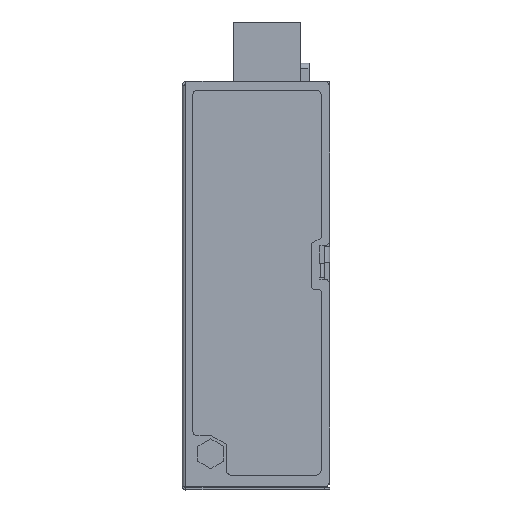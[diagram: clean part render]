
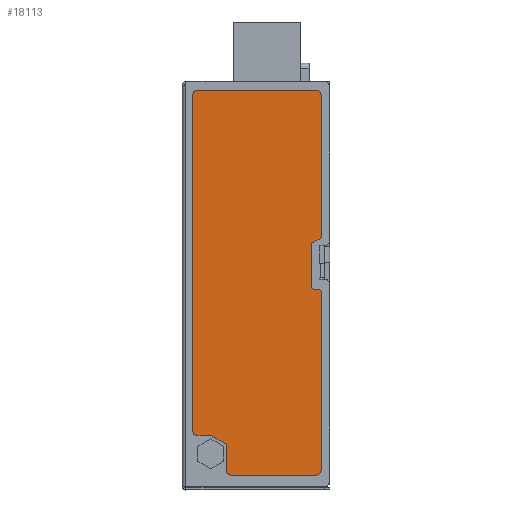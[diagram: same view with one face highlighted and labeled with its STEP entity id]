
A CAD part, left-side view. The second image highlights one B-rep face of the part: STEP entity #18113.
In plain terms, the highlighted planar face has unit normal (1, 0, 0).
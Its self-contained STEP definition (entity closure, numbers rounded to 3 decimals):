
#531=PLANE('',#20429);
#1164=FACE_OUTER_BOUND('',#1829,.T.);
#1829=EDGE_LOOP('',(#16682,#16683,#16684,#16685,#16686,#16687,#16688,#16689,
#16690,#16691,#16692,#16693,#16694,#16695,#16696,#16697,#16698,#16699));
#4351=LINE('',#31812,#6957);
#4352=LINE('',#31816,#6958);
#4353=LINE('',#31818,#6959);
#4354=LINE('',#31820,#6960);
#4355=LINE('',#31824,#6961);
#4356=LINE('',#31828,#6962);
#4357=LINE('',#31832,#6963);
#4358=LINE('',#31836,#6964);
#4359=LINE('',#31838,#6965);
#4360=LINE('',#31840,#6966);
#4361=LINE('',#31844,#6967);
#6957=VECTOR('',#25091,22.833);
#6958=VECTOR('',#25094,27.553);
#6959=VECTOR('',#25095,2.127);
#6960=VECTOR('',#25096,8.395);
#6961=VECTOR('',#25099,0.816);
#6962=VECTOR('',#25102,34.408);
#6963=VECTOR('',#25105,16.362);
#6964=VECTOR('',#25108,4.978);
#6965=VECTOR('',#25109,3.214);
#6966=VECTOR('',#25110,2.687);
#6967=VECTOR('',#25113,64.878);
#7532=CIRCLE('',#20430,1.);
#7533=CIRCLE('',#20431,0.5);
#7534=CIRCLE('',#20432,0.5);
#7535=CIRCLE('',#20433,1.);
#7536=CIRCLE('',#20434,1.);
#7537=CIRCLE('',#20435,1.);
#7538=CIRCLE('',#20436,1.);
#10512=VERTEX_POINT('',#31810);
#10513=VERTEX_POINT('',#31811);
#10514=VERTEX_POINT('',#31813);
#10515=VERTEX_POINT('',#31815);
#10516=VERTEX_POINT('',#31817);
#10517=VERTEX_POINT('',#31819);
#10518=VERTEX_POINT('',#31821);
#10519=VERTEX_POINT('',#31823);
#10520=VERTEX_POINT('',#31825);
#10521=VERTEX_POINT('',#31827);
#10522=VERTEX_POINT('',#31829);
#10523=VERTEX_POINT('',#31831);
#10524=VERTEX_POINT('',#31833);
#10525=VERTEX_POINT('',#31835);
#10526=VERTEX_POINT('',#31837);
#10527=VERTEX_POINT('',#31839);
#10528=VERTEX_POINT('',#31841);
#10529=VERTEX_POINT('',#31843);
#13597=EDGE_CURVE('',#10512,#10513,#4351,.T.);
#13598=EDGE_CURVE('',#10513,#10514,#7532,.T.);
#13599=EDGE_CURVE('',#10514,#10515,#4352,.T.);
#13600=EDGE_CURVE('',#10515,#10516,#4353,.T.);
#13601=EDGE_CURVE('',#10516,#10517,#4354,.T.);
#13602=EDGE_CURVE('',#10517,#10518,#7533,.T.);
#13603=EDGE_CURVE('',#10518,#10519,#4355,.T.);
#13604=EDGE_CURVE('',#10519,#10520,#7534,.T.);
#13605=EDGE_CURVE('',#10520,#10521,#4356,.T.);
#13606=EDGE_CURVE('',#10521,#10522,#7535,.T.);
#13607=EDGE_CURVE('',#10522,#10523,#4357,.T.);
#13608=EDGE_CURVE('',#10523,#10524,#7536,.T.);
#13609=EDGE_CURVE('',#10524,#10525,#4358,.T.);
#13610=EDGE_CURVE('',#10525,#10526,#4359,.T.);
#13611=EDGE_CURVE('',#10526,#10527,#4360,.T.);
#13612=EDGE_CURVE('',#10527,#10528,#7537,.T.);
#13613=EDGE_CURVE('',#10528,#10529,#4361,.T.);
#13614=EDGE_CURVE('',#10529,#10512,#7538,.T.);
#16682=ORIENTED_EDGE('',*,*,#13597,.T.);
#16683=ORIENTED_EDGE('',*,*,#13598,.T.);
#16684=ORIENTED_EDGE('',*,*,#13599,.T.);
#16685=ORIENTED_EDGE('',*,*,#13600,.T.);
#16686=ORIENTED_EDGE('',*,*,#13601,.T.);
#16687=ORIENTED_EDGE('',*,*,#13602,.T.);
#16688=ORIENTED_EDGE('',*,*,#13603,.T.);
#16689=ORIENTED_EDGE('',*,*,#13604,.T.);
#16690=ORIENTED_EDGE('',*,*,#13605,.T.);
#16691=ORIENTED_EDGE('',*,*,#13606,.T.);
#16692=ORIENTED_EDGE('',*,*,#13607,.T.);
#16693=ORIENTED_EDGE('',*,*,#13608,.T.);
#16694=ORIENTED_EDGE('',*,*,#13609,.T.);
#16695=ORIENTED_EDGE('',*,*,#13610,.T.);
#16696=ORIENTED_EDGE('',*,*,#13611,.T.);
#16697=ORIENTED_EDGE('',*,*,#13612,.T.);
#16698=ORIENTED_EDGE('',*,*,#13613,.T.);
#16699=ORIENTED_EDGE('',*,*,#13614,.T.);
#18113=ADVANCED_FACE('',(#1164),#531,.T.);
#20429=AXIS2_PLACEMENT_3D('',#31809,#25089,#25090);
#20430=AXIS2_PLACEMENT_3D('',#31814,#25092,#25093);
#20431=AXIS2_PLACEMENT_3D('',#31822,#25097,#25098);
#20432=AXIS2_PLACEMENT_3D('',#31826,#25100,#25101);
#20433=AXIS2_PLACEMENT_3D('',#31830,#25103,#25104);
#20434=AXIS2_PLACEMENT_3D('',#31834,#25106,#25107);
#20435=AXIS2_PLACEMENT_3D('',#31842,#25111,#25112);
#20436=AXIS2_PLACEMENT_3D('',#31845,#25114,#25115);
#25089=DIRECTION('center_axis',(1.,0.,0.));
#25090=DIRECTION('ref_axis',(0.,0.,-1.));
#25091=DIRECTION('',(0.,-1.,0.));
#25092=DIRECTION('center_axis',(1.,0.,0.));
#25093=DIRECTION('ref_axis',(0.,0.,
1.));
#25094=DIRECTION('',(0.,0.,-1.));
#25095=DIRECTION('',(0.,0.854,-0.521));
#25096=DIRECTION('',(0.,0.,-1.));
#25097=DIRECTION('center_axis',(-1.,0.,0.));
#25098=DIRECTION('ref_axis',(0.,1.,0.));
#25099=DIRECTION('',(0.,-1.,0.));
#25100=DIRECTION('center_axis',(1.,0.,0.));
#25101=DIRECTION('ref_axis',(0.,0.,
1.));
#25102=DIRECTION('',(0.,0.,-1.));
#25103=DIRECTION('center_axis',(1.,0.,0.));
#25104=DIRECTION('ref_axis',(0.,-1.,0.));
#25105=DIRECTION('',(0.,1.,0.));
#25106=DIRECTION('center_axis',(1.,0.,0.));
#25107=DIRECTION('ref_axis',(0.,0.,
-1.));
#25108=DIRECTION('',(0.,0.,1.));
#25109=DIRECTION('',(0.,0.866,0.5));
#25110=DIRECTION('',(0.,1.,0.));
#25111=DIRECTION('center_axis',(1.,0.,0.));
#25112=DIRECTION('ref_axis',(0.,0.,
-1.));
#25113=DIRECTION('',(0.,0.,1.));
#25114=DIRECTION('center_axis',(1.,0.,0.));
#25115=DIRECTION('ref_axis',(0.,1.,0.));
#31809=CARTESIAN_POINT('Origin',(0.,1.65,-38.896));
#31810=CARTESIAN_POINT('',(0.,25.483,-1.664));
#31811=CARTESIAN_POINT('',(0.,2.65,-1.664));
#31812=CARTESIAN_POINT('',(0.,25.483,-1.664));
#31813=CARTESIAN_POINT('',(0.,1.65,-2.664));
#31814=CARTESIAN_POINT('Origin',(0.,2.65,
-2.664));
#31815=CARTESIAN_POINT('',(0.,1.65,-30.218));
#31816=CARTESIAN_POINT('',(0.,1.65,-2.664));
#31817=CARTESIAN_POINT('',(0.,3.465,-31.325));
#31818=CARTESIAN_POINT('',(0.,1.65,-30.218));
#31819=CARTESIAN_POINT('',(0.,3.465,-39.72));
#31820=CARTESIAN_POINT('',(0.,3.465,-31.325));
#31821=CARTESIAN_POINT('',(0.,2.965,-40.22));
#31822=CARTESIAN_POINT('Origin',(0.,2.965,
-39.72));
#31823=CARTESIAN_POINT('',(0.,2.15,-40.22));
#31824=CARTESIAN_POINT('',(0.,2.965,-40.22));
#31825=CARTESIAN_POINT('',(0.,1.65,-40.72));
#31826=CARTESIAN_POINT('Origin',(0.,2.15,
-40.72));
#31827=CARTESIAN_POINT('',(0.,1.65,-75.128));
#31828=CARTESIAN_POINT('',(0.,1.65,-40.72));
#31829=CARTESIAN_POINT('',(0.,2.65,-76.128));
#31830=CARTESIAN_POINT('Origin',(0.,2.65,
-75.128));
#31831=CARTESIAN_POINT('',(0.,19.012,-76.128));
#31832=CARTESIAN_POINT('',(0.,2.65,-76.128));
#31833=CARTESIAN_POINT('',(0.,20.012,-75.128));
#31834=CARTESIAN_POINT('Origin',(0.,19.012,-75.128));
#31835=CARTESIAN_POINT('',(0.,20.012,-70.15));
#31836=CARTESIAN_POINT('',(0.,20.012,-75.128));
#31837=CARTESIAN_POINT('',(0.,22.796,-68.543));
#31838=CARTESIAN_POINT('',(0.,20.012,-70.15));
#31839=CARTESIAN_POINT('',(0.,25.483,-68.543));
#31840=CARTESIAN_POINT('',(0.,22.796,-68.543));
#31841=CARTESIAN_POINT('',(0.,26.483,-67.543));
#31842=CARTESIAN_POINT('Origin',(0.,25.483,-67.543));
#31843=CARTESIAN_POINT('',(0.,26.483,-2.664));
#31844=CARTESIAN_POINT('',(0.,26.483,-67.543));
#31845=CARTESIAN_POINT('Origin',(0.,25.483,
-2.664));
